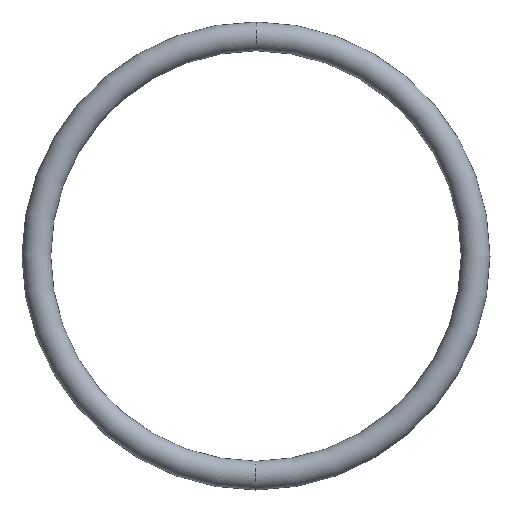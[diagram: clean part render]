
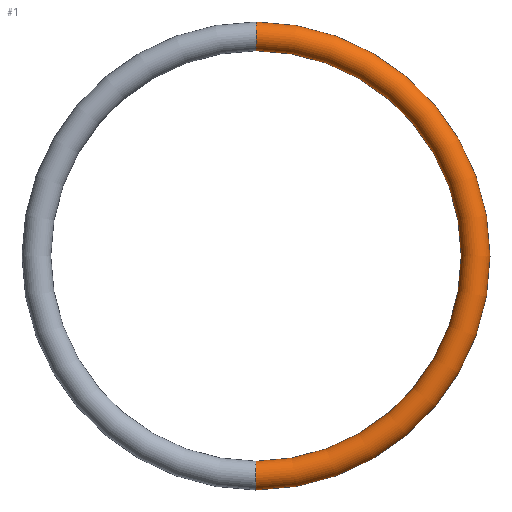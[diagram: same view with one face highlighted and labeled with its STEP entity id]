
A CAD part, left-side view. The second image highlights one B-rep face of the part: STEP entity #1.
In plain terms, the highlighted toroidal (fillet/blend) face has major radius 15.494 mm and minor radius 1.016 mm.
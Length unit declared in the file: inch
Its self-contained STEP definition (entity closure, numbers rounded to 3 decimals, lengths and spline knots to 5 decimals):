
#1 = ADVANCED_FACE ( 'NONE', ( #34 ), #43, .T. ) ;
#2 = VERTEX_POINT ( 'NONE', #47 ) ;
#3 = VERTEX_POINT ( 'NONE', #81 ) ;
#4 = ORIENTED_EDGE ( 'NONE', *, *, #6, .T. ) ;
#5 = ORIENTED_EDGE ( 'NONE', *, *, #7, .F. ) ;
#6 = EDGE_CURVE ( 'NONE', #3, #9, #57, .T. ) ;
#7 = EDGE_CURVE ( 'NONE', #3, #2, #53, .T. ) ;
#8 = ORIENTED_EDGE ( 'NONE', *, *, #17, .F. ) ;
#9 = VERTEX_POINT ( 'NONE', #48 ) ;
#10 = ORIENTED_EDGE ( 'NONE', *, *, #40, .T. ) ;
#13 = EDGE_LOOP ( 'NONE', ( #5, #4, #10, #8 ) ) ;
#17 = EDGE_CURVE ( 'NONE', #2, #20, #65, .T. ) ;
#20 = VERTEX_POINT ( 'NONE', #60 ) ;
#34 = FACE_OUTER_BOUND ( 'NONE', #13, .T. ) ;
#40 = EDGE_CURVE ( 'NONE', #9, #20, #98, .T. ) ;
#43 = TOROIDAL_SURFACE ( 'NONE', #52, 0.61, 0.04 ) ;
#44 = DIRECTION ( 'NONE',  ( 0., 0., 1. ) ) ;
#45 = DIRECTION ( 'NONE',  ( -1., 0., 0. ) ) ;
#46 = CARTESIAN_POINT ( 'NONE',  ( 0.1, 0., 0. ) ) ;
#47 = CARTESIAN_POINT ( 'NONE',  ( 0.1, 0., -0.57 ) ) ;
#48 = CARTESIAN_POINT ( 'NONE',  ( 0.1, 0., 0.65 ) ) ;
#49 = DIRECTION ( 'NONE',  ( 0., 0., 1. ) ) ;
#50 = DIRECTION ( 'NONE',  ( 0., 1., 0. ) ) ;
#51 = AXIS2_PLACEMENT_3D ( 'NONE', #58, #50, #49 ) ;
#52 = AXIS2_PLACEMENT_3D ( 'NONE', #46, #45, #44 ) ;
#53 = CIRCLE ( 'NONE', #51, 0.04 ) ;
#54 = DIRECTION ( 'NONE',  ( 0., 0., 1. ) ) ;
#55 = DIRECTION ( 'NONE',  ( -1., 0., 0. ) ) ;
#56 = AXIS2_PLACEMENT_3D ( 'NONE', #88, #55, #54 ) ;
#57 = CIRCLE ( 'NONE', #56, 0.65 ) ;
#58 = CARTESIAN_POINT ( 'NONE',  ( 0.1, 0., -0.61 ) ) ;
#60 = CARTESIAN_POINT ( 'NONE',  ( 0.1, 0., 0.57 ) ) ;
#61 = DIRECTION ( 'NONE',  ( 0., 0., 1. ) ) ;
#62 = DIRECTION ( 'NONE',  ( -1., 0., 0. ) ) ;
#63 = CARTESIAN_POINT ( 'NONE',  ( 0.1, 0., 0. ) ) ;
#64 = AXIS2_PLACEMENT_3D ( 'NONE', #63, #62, #61 ) ;
#65 = CIRCLE ( 'NONE', #64, 0.57 ) ;
#81 = CARTESIAN_POINT ( 'NONE',  ( 0.1, 0., -0.65 ) ) ;
#88 = CARTESIAN_POINT ( 'NONE',  ( 0.1, 0., 0. ) ) ;
#89 = DIRECTION ( 'NONE',  ( 0., -1., 0. ) ) ;
#98 = CIRCLE ( 'NONE', #141, 0.04 ) ;
#105 = DIRECTION ( 'NONE',  ( 0., 0., -1. ) ) ;
#121 = CARTESIAN_POINT ( 'NONE',  ( 0.1, 0., 0.61 ) ) ;
#141 = AXIS2_PLACEMENT_3D ( 'NONE', #121, #89, #105 ) ;
